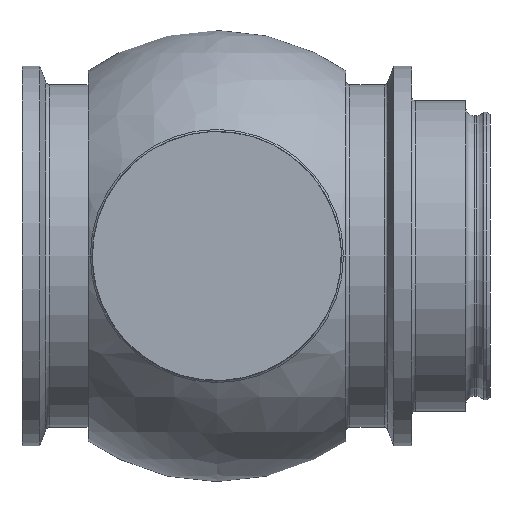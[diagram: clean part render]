
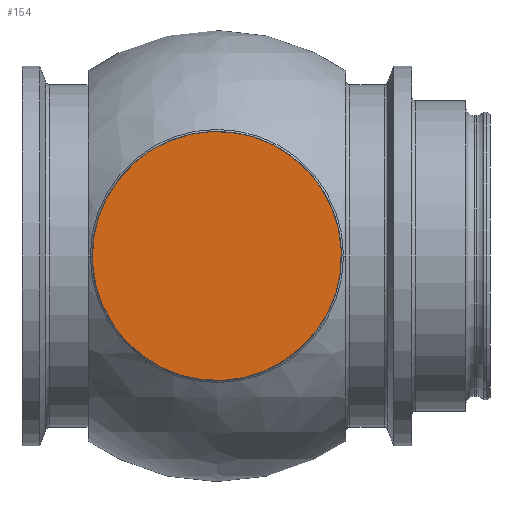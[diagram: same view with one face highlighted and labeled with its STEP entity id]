
A CAD part, left-side view. The second image highlights one B-rep face of the part: STEP entity #154.
In plain terms, the highlighted planar face has unit normal (-1, 0, 0).
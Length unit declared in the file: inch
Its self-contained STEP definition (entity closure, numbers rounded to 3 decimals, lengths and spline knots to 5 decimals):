
#16 = AXIS2_PLACEMENT_3D ( 'NONE', #1178, #324, #675 ) ;
#25 = VERTEX_POINT ( 'NONE', #145 ) ;
#45 = EDGE_CURVE ( 'NONE', #25, #1029, #564, .T. ) ;
#139 = CARTESIAN_POINT ( 'NONE',  ( -4., 2.31338, -0.99273 ) ) ;
#145 = CARTESIAN_POINT ( 'NONE',  ( -4., 2.07262, 0.99273 ) ) ;
#154 = ADVANCED_FACE ( 'NONE', ( #254 ), #1140, .T. ) ;
#239 = CIRCLE ( 'NONE', #422, 1. ) ;
#254 = FACE_OUTER_BOUND ( 'NONE', #537, .T. ) ;
#324 = DIRECTION ( 'NONE',  ( 1., 0., 0. ) ) ;
#353 = DIRECTION ( 'NONE',  ( 1., 0., 0. ) ) ;
#422 = AXIS2_PLACEMENT_3D ( 'NONE', #713, #353, #1191 ) ;
#537 = EDGE_LOOP ( 'NONE', ( #1250, #904 ) ) ;
#545 = EDGE_CURVE ( 'NONE', #1029, #25, #239, .T. ) ;
#557 = DIRECTION ( 'NONE',  ( -1., 0., 0. ) ) ;
#564 = CIRCLE ( 'NONE', #16, 1. ) ;
#570 = AXIS2_PLACEMENT_3D ( 'NONE', #574, #557, #929 ) ;
#574 = CARTESIAN_POINT ( 'NONE',  ( -4., -3.742, -4.37374 ) ) ;
#675 = DIRECTION ( 'NONE',  ( 0., 0., 1. ) ) ;
#713 = CARTESIAN_POINT ( 'NONE',  ( -4., 2.193, 0. ) ) ;
#904 = ORIENTED_EDGE ( 'NONE', *, *, #45, .F. ) ;
#929 = DIRECTION ( 'NONE',  ( 0., 0., 1. ) ) ;
#1029 = VERTEX_POINT ( 'NONE', #139 ) ;
#1140 = PLANE ( 'NONE',  #570 ) ;
#1178 = CARTESIAN_POINT ( 'NONE',  ( -4., 2.193, 0. ) ) ;
#1191 = DIRECTION ( 'NONE',  ( 0., 0., 1. ) ) ;
#1250 = ORIENTED_EDGE ( 'NONE', *, *, #545, .F. ) ;
